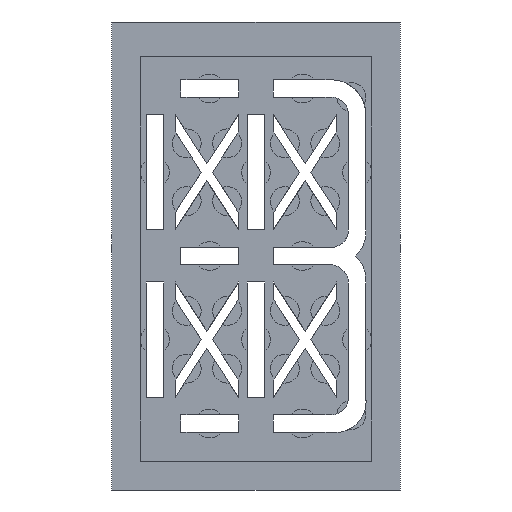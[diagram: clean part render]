
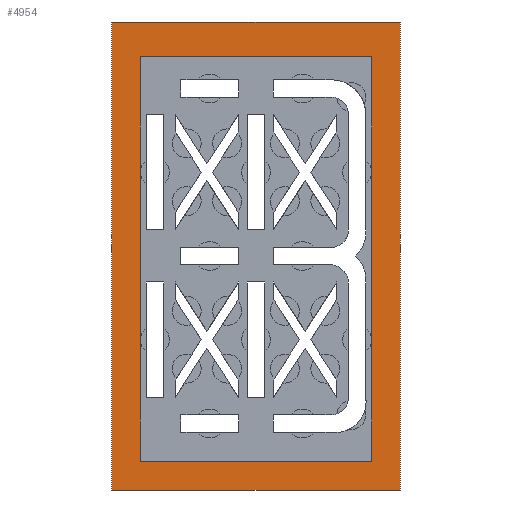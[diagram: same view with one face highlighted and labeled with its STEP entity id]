
A CAD part, front view. The second image highlights one B-rep face of the part: STEP entity #4954.
In plain terms, the highlighted planar face has unit normal (0, -1, 0).
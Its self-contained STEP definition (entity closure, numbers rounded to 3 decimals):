
#37=FACE_BOUND('',#624,.T.);
#356=FACE_OUTER_BOUND('',#623,.T.);
#623=EDGE_LOOP('',(#4527,#4528,#4529,#4530));
#624=EDGE_LOOP('',(#4531,#4532,#4533,#4534,#4535,#4536,#4537,#4538));
#1046=LINE('',#7608,#1608);
#1049=LINE('',#7613,#1611);
#1104=LINE('',#7721,#1666);
#1107=LINE('',#7726,#1669);
#1233=LINE('',#7946,#1795);
#1234=LINE('',#7948,#1796);
#1236=LINE('',#7952,#1798);
#1237=LINE('',#7954,#1799);
#1333=LINE('',#8157,#1895);
#1337=LINE('',#8165,#1899);
#1340=LINE('',#8171,#1902);
#1343=LINE('',#8176,#1905);
#1608=VECTOR('',#6207,10.);
#1611=VECTOR('',#6212,10.);
#1666=VECTOR('',#6291,10.);
#1669=VECTOR('',#6296,10.);
#1795=VECTOR('',#6476,10.);
#1796=VECTOR('',#6479,10.);
#1798=VECTOR('',#6483,10.);
#1799=VECTOR('',#6486,10.);
#1895=VECTOR('',#6720,10.);
#1899=VECTOR('',#6726,10.);
#1902=VECTOR('',#6731,10.);
#1905=VECTOR('',#6736,10.);
#1983=VERTEX_POINT('',#6950);
#2001=VERTEX_POINT('',#7001);
#2052=VERTEX_POINT('',#7142);
#2086=VERTEX_POINT('',#7237);
#2223=VERTEX_POINT('',#7607);
#2265=VERTEX_POINT('',#7720);
#2333=VERTEX_POINT('',#7944);
#2334=VERTEX_POINT('',#7950);
#2371=VERTEX_POINT('',#8155);
#2372=VERTEX_POINT('',#8156);
#2375=VERTEX_POINT('',#8164);
#2377=VERTEX_POINT('',#8170);
#2783=EDGE_CURVE('',#2223,#2001,#1046,.T.);
#2786=EDGE_CURVE('',#2001,#1983,#1049,.T.);
#2841=EDGE_CURVE('',#2265,#2086,#1104,.T.);
#2844=EDGE_CURVE('',#2086,#2052,#1107,.T.);
#2983=EDGE_CURVE('',#2052,#2333,#1233,.T.);
#2984=EDGE_CURVE('',#2333,#2223,#1234,.T.);
#2986=EDGE_CURVE('',#1983,#2334,#1236,.T.);
#2987=EDGE_CURVE('',#2334,#2265,#1237,.T.);
#3087=EDGE_CURVE('',#2371,#2372,#1333,.T.);
#3091=EDGE_CURVE('',#2372,#2375,#1337,.T.);
#3094=EDGE_CURVE('',#2375,#2377,#1340,.T.);
#3097=EDGE_CURVE('',#2377,#2371,#1343,.T.);
#4527=ORIENTED_EDGE('',*,*,#3097,.T.);
#4528=ORIENTED_EDGE('',*,*,#3087,.T.);
#4529=ORIENTED_EDGE('',*,*,#3091,.T.);
#4530=ORIENTED_EDGE('',*,*,#3094,.T.);
#4531=ORIENTED_EDGE('',*,*,#2841,.T.);
#4532=ORIENTED_EDGE('',*,*,#2844,.T.);
#4533=ORIENTED_EDGE('',*,*,#2983,.T.);
#4534=ORIENTED_EDGE('',*,*,#2984,.T.);
#4535=ORIENTED_EDGE('',*,*,#2783,.T.);
#4536=ORIENTED_EDGE('',*,*,#2786,.T.);
#4537=ORIENTED_EDGE('',*,*,#2986,.T.);
#4538=ORIENTED_EDGE('',*,*,#2987,.T.);
#4709=PLANE('',#5371);
#4954=ADVANCED_FACE('',(#356,#37),#4709,.F.);
#5371=AXIS2_PLACEMENT_3D('',#8179,#6740,#6741);
#6207=DIRECTION('',(0.,0.,1.));
#6212=DIRECTION('',(0.,0.,1.));
#6291=DIRECTION('',(0.,0.,-1.));
#6296=DIRECTION('',(0.,0.,-1.));
#6476=DIRECTION('',(0.,0.,-1.));
#6479=DIRECTION('',(-1.,0.,0.));
#6483=DIRECTION('',(0.,0.,1.));
#6486=DIRECTION('',(1.,0.,0.));
#6720=DIRECTION('',(0.,0.,-1.));
#6726=DIRECTION('',(1.,0.,0.));
#6731=DIRECTION('',(0.,0.,1.));
#6736=DIRECTION('',(-1.,0.,0.));
#6740=DIRECTION('center_axis',(0.,1.,0.));
#6741=DIRECTION('ref_axis',(1.,0.,0.));
#6950=CARTESIAN_POINT('',(5.,0.,55.));
#7001=CARTESIAN_POINT('',(5.,0.,26.));
#7142=CARTESIAN_POINT('',(45.,0.,26.));
#7237=CARTESIAN_POINT('',(45.,0.,55.));
#7607=CARTESIAN_POINT('',(5.,0.,5.));
#7608=CARTESIAN_POINT('',(5.,0.,57.75));
#7613=CARTESIAN_POINT('',(5.,0.,57.75));
#7720=CARTESIAN_POINT('',(45.,0.,75.));
#7721=CARTESIAN_POINT('',(45.,0.,22.75));
#7726=CARTESIAN_POINT('',(45.,0.,22.75));
#7944=CARTESIAN_POINT('',(45.,0.,5.));
#7946=CARTESIAN_POINT('',(45.,0.,22.75));
#7948=CARTESIAN_POINT('',(15.,0.,5.));
#7950=CARTESIAN_POINT('',(5.,0.,75.));
#7952=CARTESIAN_POINT('',(5.,0.,57.75));
#7954=CARTESIAN_POINT('',(35.,0.,75.));
#8155=CARTESIAN_POINT('',(0.,0.,81.));
#8156=CARTESIAN_POINT('',(0.,0.,0.));
#8157=CARTESIAN_POINT('',(0.,0.,81.));
#8164=CARTESIAN_POINT('',(50.,0.,0.));
#8165=CARTESIAN_POINT('',(0.,0.,0.));
#8170=CARTESIAN_POINT('',(50.,0.,81.));
#8171=CARTESIAN_POINT('',(50.,0.,0.));
#8176=CARTESIAN_POINT('',(50.,0.,81.));
#8179=CARTESIAN_POINT('Origin',(25.,0.,40.5));
